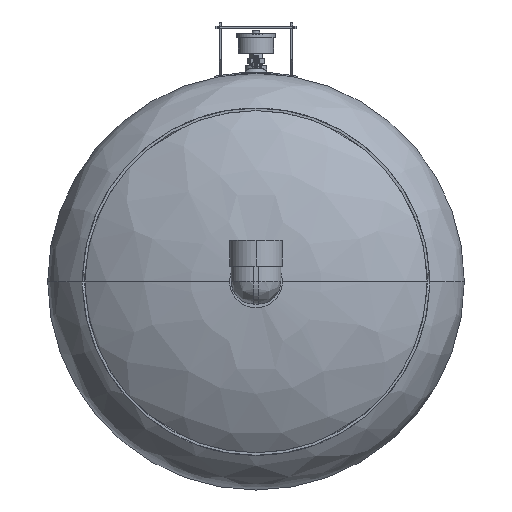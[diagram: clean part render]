
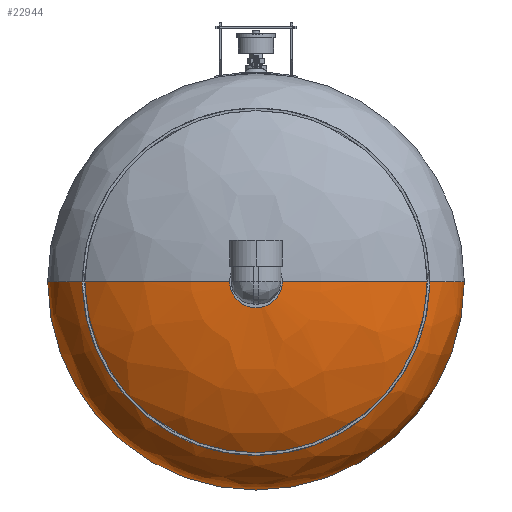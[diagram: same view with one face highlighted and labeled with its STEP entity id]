
A CAD part, front view. The second image highlights one B-rep face of the part: STEP entity #22944.
In plain terms, the highlighted free-form (B-spline) face has degree [3, 3] with [4, 4] control points.
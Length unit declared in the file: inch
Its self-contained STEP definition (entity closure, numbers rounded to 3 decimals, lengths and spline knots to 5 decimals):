
#669 = CARTESIAN_POINT ( 'NONE',  ( 12., 0.56, 0. ) ) ;
#1881 = CARTESIAN_POINT ( 'NONE',  ( 7.55009, 6.3361, 15.10018 ) ) ;
#2976 = CARTESIAN_POINT ( 'NONE',  ( 1., 6.61337, 0. ) ) ;
#3081 = VERTEX_POINT ( 'NONE', #36835 ) ;
#4464 = EDGE_LOOP ( 'NONE', ( #38109, #28106, #6114, #31508, #6106 ) ) ;
#4629 = CARTESIAN_POINT ( 'NONE',  ( -12., 0.56, 0. ) ) ;
#6106 = ORIENTED_EDGE ( 'NONE', *, *, #51192, .T. ) ;
#6114 = ORIENTED_EDGE ( 'NONE', *, *, #16214, .F. ) ;
#6199 = CARTESIAN_POINT ( 'NONE',  ( -12., 0.56, 24. ) ) ;
#6509 = CARTESIAN_POINT ( 'NONE',  ( -7.55009, 6.3361, 15.10018 ) ) ;
#8052 =( BOUNDED_CURVE ( )  B_SPLINE_CURVE ( 3, ( #55692, #55986, #54785, #4629 ),
 .UNSPECIFIED., .F., .F. ) 
 B_SPLINE_CURVE_WITH_KNOTS ( ( 4, 4 ),
 ( 1.65423, 3.14159 ),
 .UNSPECIFIED. ) 
 CURVE ( )  GEOMETRIC_REPRESENTATION_ITEM ( )  RATIONAL_B_SPLINE_CURVE ( ( 1., 0.824, 0.824, 1. ) ) 
 REPRESENTATION_ITEM ( '' )  );
#10234 = CARTESIAN_POINT ( 'NONE',  ( -12., 3.88728, 24. ) ) ;
#10832 = CARTESIAN_POINT ( 'NONE',  ( 7.55009, 6.3361, 0. ) ) ;
#13316 = DIRECTION ( 'NONE',  ( 1., 0., 0. ) ) ;
#14227 = CIRCLE ( 'NONE', #58407, 1. ) ;
#16130 = CIRCLE ( 'NONE', #58341, 1. ) ;
#16214 = EDGE_CURVE ( 'NONE', #56213, #47124, #39680, .T. ) ;
#17221 = EDGE_CURVE ( 'NONE', #31144, #3081, #16130, .T. ) ;
#18903 = VERTEX_POINT ( 'NONE', #58836 ) ;
#19083 = DIRECTION ( 'NONE',  ( 0., -1., 0. ) ) ;
#20001 = CARTESIAN_POINT ( 'NONE',  ( -12., 0.56, 0. ) ) ;
#20078 = CARTESIAN_POINT ( 'NONE',  ( -1., 6.61337, 2. ) ) ;
#22944 = ADVANCED_FACE ( 'NONE', ( #60331 ), #26569, .F. ) ;
#24384 = CARTESIAN_POINT ( 'NONE',  ( 1., 6.61337, 0. ) ) ;
#24506 = EDGE_CURVE ( 'NONE', #3081, #47124, #8052, .T. ) ;
#25294 = CARTESIAN_POINT ( 'NONE',  ( -12., 0.56, 0. ) ) ;
#25346 = CARTESIAN_POINT ( 'NONE',  ( 0., 6.61337, 1. ) ) ;
#25968 = DIRECTION ( 'NONE',  ( 1., 0., 0. ) ) ;
#26569 =( BOUNDED_SURFACE ( )  B_SPLINE_SURFACE ( 3, 3, ( 
 ( #24384, #48319, #20078, #48639 ),
 ( #10832, #1881, #6509, #34226 ),
 ( #52341, #29604, #10234, #38835 ),
 ( #669, #34839, #6199, #25294 ) ),
 .UNSPECIFIED., .F., .F., .T. ) 
 B_SPLINE_SURFACE_WITH_KNOTS ( ( 4, 4 ),
 ( 4, 4 ),
 ( 0., 1. ),
 ( 0., 1. ),
 .UNSPECIFIED. ) 
 GEOMETRIC_REPRESENTATION_ITEM ( )  RATIONAL_B_SPLINE_SURFACE ( (
 ( 1., 0.333, 0.333, 1.),
 ( 0.824, 0.275, 0.275, 0.824),
 ( 0.824, 0.275, 0.275, 0.824),
 ( 1., 0.333, 0.333, 1.) ) ) 
 REPRESENTATION_ITEM ( '' )  SURFACE ( )  );
#28106 = ORIENTED_EDGE ( 'NONE', *, *, #24506, .T. ) ;
#29604 = CARTESIAN_POINT ( 'NONE',  ( 12., 3.88728, 24. ) ) ;
#31144 = VERTEX_POINT ( 'NONE', #25346 ) ;
#31508 = ORIENTED_EDGE ( 'NONE', *, *, #53694, .F. ) ;
#34226 = CARTESIAN_POINT ( 'NONE',  ( -7.55009, 6.3361, 0. ) ) ;
#34839 = CARTESIAN_POINT ( 'NONE',  ( 12., 0.56, 24. ) ) ;
#35640 = CARTESIAN_POINT ( 'NONE',  ( 7.55009, 6.3361, 0. ) ) ;
#35733 = AXIS2_PLACEMENT_3D ( 'NONE', #42445, #19083, #38443 ) ;
#36835 = CARTESIAN_POINT ( 'NONE',  ( -1., 6.61337, 0. ) ) ;
#37013 = DIRECTION ( 'NONE',  ( 0., -1., 0. ) ) ;
#38109 = ORIENTED_EDGE ( 'NONE', *, *, #17221, .T. ) ;
#38443 = DIRECTION ( 'NONE',  ( 1., 0., 0. ) ) ;
#38835 = CARTESIAN_POINT ( 'NONE',  ( -12., 3.88728, 0. ) ) ;
#39195 = CARTESIAN_POINT ( 'NONE',  ( 0., 6.61337, 0. ) ) ;
#39646 = CARTESIAN_POINT ( 'NONE',  ( 12., 0.56, 0. ) ) ;
#39680 = CIRCLE ( 'NONE', #35733, 12. ) ;
#39817 = DIRECTION ( 'NONE',  ( 0., -1., 0. ) ) ;
#41022 = CARTESIAN_POINT ( 'NONE',  ( 0., 6.61337, 0. ) ) ;
#41144 =( BOUNDED_CURVE ( )  B_SPLINE_CURVE ( 3, ( #2976, #35640, #44856, #39646 ),
 .UNSPECIFIED., .F., .F. ) 
 B_SPLINE_CURVE_WITH_KNOTS ( ( 4, 4 ),
 ( 1.65423, 3.14159 ),
 .UNSPECIFIED. ) 
 CURVE ( )  GEOMETRIC_REPRESENTATION_ITEM ( )  RATIONAL_B_SPLINE_CURVE ( ( 1., 0.824, 0.824, 1. ) ) 
 REPRESENTATION_ITEM ( '' )  );
#42445 = CARTESIAN_POINT ( 'NONE',  ( 0., 0.56, 0. ) ) ;
#44856 = CARTESIAN_POINT ( 'NONE',  ( 12., 3.88728, 0. ) ) ;
#47124 = VERTEX_POINT ( 'NONE', #20001 ) ;
#48319 = CARTESIAN_POINT ( 'NONE',  ( 1., 6.61337, 2. ) ) ;
#48639 = CARTESIAN_POINT ( 'NONE',  ( -1., 6.61337, 0. ) ) ;
#50292 = CARTESIAN_POINT ( 'NONE',  ( 12., 0.56, 0. ) ) ;
#51192 = EDGE_CURVE ( 'NONE', #18903, #31144, #14227, .T. ) ;
#52341 = CARTESIAN_POINT ( 'NONE',  ( 12., 3.88728, 0. ) ) ;
#53694 = EDGE_CURVE ( 'NONE', #18903, #56213, #41144, .T. ) ;
#54785 = CARTESIAN_POINT ( 'NONE',  ( -12., 3.88728, 0. ) ) ;
#55692 = CARTESIAN_POINT ( 'NONE',  ( -1., 6.61337, 0. ) ) ;
#55986 = CARTESIAN_POINT ( 'NONE',  ( -7.55009, 6.3361, 0. ) ) ;
#56213 = VERTEX_POINT ( 'NONE', #50292 ) ;
#58341 = AXIS2_PLACEMENT_3D ( 'NONE', #39195, #39817, #25968 ) ;
#58407 = AXIS2_PLACEMENT_3D ( 'NONE', #41022, #37013, #13316 ) ;
#58836 = CARTESIAN_POINT ( 'NONE',  ( 1., 6.61337, 0. ) ) ;
#60331 = FACE_OUTER_BOUND ( 'NONE', #4464, .T. ) ;
